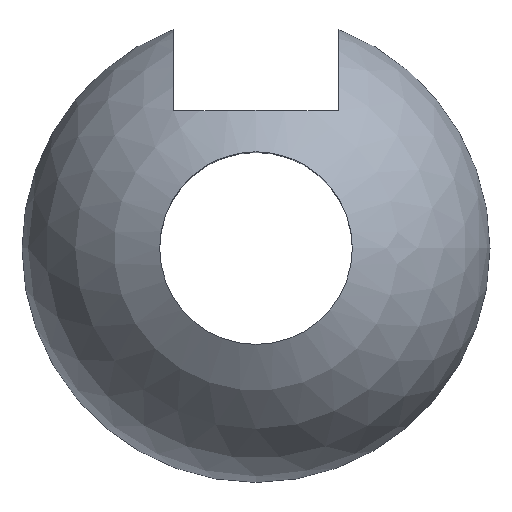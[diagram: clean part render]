
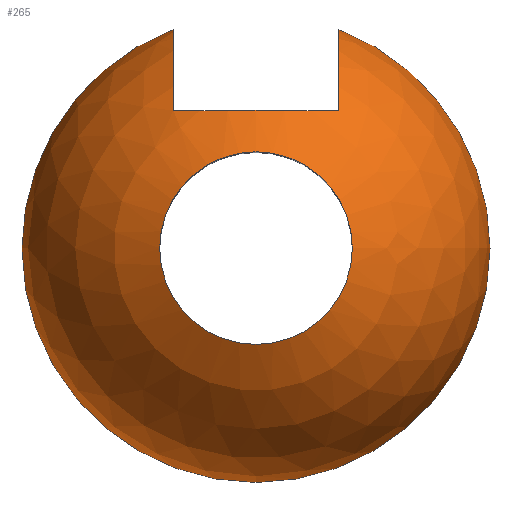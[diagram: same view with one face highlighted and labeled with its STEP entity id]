
A CAD part, top view. The second image highlights one B-rep face of the part: STEP entity #265.
In plain terms, the highlighted spherical face has radius 8.5 mm.
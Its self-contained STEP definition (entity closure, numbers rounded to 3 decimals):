
#8 = CARTESIAN_POINT ( 'NONE',  ( -3., 0., 0. ) ) ;
#12 = SPHERICAL_SURFACE ( 'NONE', #86, 8.5 ) ;
#14 = EDGE_CURVE ( 'NONE', #146, #43, #203, .T. ) ;
#21 = DIRECTION ( 'NONE',  ( 0., 1., 0. ) ) ;
#24 = EDGE_CURVE ( 'NONE', #99, #210, #227, .T. ) ;
#38 = DIRECTION ( 'NONE',  ( 1., 0., 0. ) ) ;
#42 = AXIS2_PLACEMENT_3D ( 'NONE', #121, #119, #96 ) ;
#43 = VERTEX_POINT ( 'NONE', #49 ) ;
#45 = CARTESIAN_POINT ( 'NONE',  ( 0., 0., 0. ) ) ;
#49 = CARTESIAN_POINT ( 'NONE',  ( -8.5, 0., 0. ) ) ;
#50 = CARTESIAN_POINT ( 'NONE',  ( 0., 5., 0. ) ) ;
#54 = EDGE_CURVE ( 'NONE', #101, #60, #173, .T. ) ;
#57 = DIRECTION ( 'NONE',  ( 0., 1., 0. ) ) ;
#58 = ORIENTED_EDGE ( 'NONE', *, *, #234, .T. ) ;
#60 = VERTEX_POINT ( 'NONE', #257 ) ;
#64 = ORIENTED_EDGE ( 'NONE', *, *, #116, .T. ) ;
#66 = CIRCLE ( 'NONE', #97, 6.874 ) ;
#68 = DIRECTION ( 'NONE',  ( 0., 0., 1. ) ) ;
#70 = EDGE_CURVE ( 'NONE', #210, #99, #264, .T. ) ;
#73 = FACE_OUTER_BOUND ( 'NONE', #247, .T. ) ;
#75 = AXIS2_PLACEMENT_3D ( 'NONE', #45, #124, #21 ) ;
#82 = AXIS2_PLACEMENT_3D ( 'NONE', #220, #162, #38 ) ;
#84 = VERTEX_POINT ( 'NONE', #90 ) ;
#85 = CARTESIAN_POINT ( 'NONE',  ( 3., 0., 0. ) ) ;
#86 = AXIS2_PLACEMENT_3D ( 'NONE', #112, #113, #57 ) ;
#90 = CARTESIAN_POINT ( 'NONE',  ( 3., 7.953, 0. ) ) ;
#91 = DIRECTION ( 'NONE',  ( 0., 0., -1. ) ) ;
#96 = DIRECTION ( 'NONE',  ( -1., 0., 0. ) ) ;
#97 = AXIS2_PLACEMENT_3D ( 'NONE', #50, #219, #254 ) ;
#99 = VERTEX_POINT ( 'NONE', #174 ) ;
#101 = VERTEX_POINT ( 'NONE', #172 ) ;
#105 = CARTESIAN_POINT ( 'NONE',  ( 3., 5., 6.185 ) ) ;
#106 = DIRECTION ( 'NONE',  ( 1., 0., 0. ) ) ;
#112 = CARTESIAN_POINT ( 'NONE',  ( 0., 0., 0. ) ) ;
#113 = DIRECTION ( 'NONE',  ( 0., 0., -1. ) ) ;
#116 = EDGE_CURVE ( 'NONE', #148, #101, #66, .T. ) ;
#118 = DIRECTION ( 'NONE',  ( 1., 0., 0. ) ) ;
#119 = DIRECTION ( 'NONE',  ( 0., 0., -1. ) ) ;
#121 = CARTESIAN_POINT ( 'NONE',  ( 0., 0., 7.746 ) ) ;
#123 = ORIENTED_EDGE ( 'NONE', *, *, #70, .T. ) ;
#124 = DIRECTION ( 'NONE',  ( 0., 0., -1. ) ) ;
#130 = DIRECTION ( 'NONE',  ( -1., 0., 0. ) ) ;
#131 = CIRCLE ( 'NONE', #268, 8.5 ) ;
#137 = CIRCLE ( 'NONE', #82, 8.5 ) ;
#138 = EDGE_CURVE ( 'NONE', #84, #148, #164, .T. ) ;
#142 = ORIENTED_EDGE ( 'NONE', *, *, #54, .T. ) ;
#143 = CARTESIAN_POINT ( 'NONE',  ( -3.5, 0., 7.746 ) ) ;
#145 = ORIENTED_EDGE ( 'NONE', *, *, #138, .T. ) ;
#146 = VERTEX_POINT ( 'NONE', #214 ) ;
#148 = VERTEX_POINT ( 'NONE', #105 ) ;
#155 = DIRECTION ( 'NONE',  ( -1., 0., 0. ) ) ;
#162 = DIRECTION ( 'NONE',  ( 0., 0., 1. ) ) ;
#164 = CIRCLE ( 'NONE', #256, 7.953 ) ;
#171 = ORIENTED_EDGE ( 'NONE', *, *, #14, .F. ) ;
#172 = CARTESIAN_POINT ( 'NONE',  ( -3., 5., 6.185 ) ) ;
#173 = CIRCLE ( 'NONE', #182, 7.953 ) ;
#174 = CARTESIAN_POINT ( 'NONE',  ( 3.5, 0., 7.746 ) ) ;
#182 = AXIS2_PLACEMENT_3D ( 'NONE', #8, #130, #68 ) ;
#190 = EDGE_CURVE ( 'NONE', #146, #84, #137, .T. ) ;
#191 = ORIENTED_EDGE ( 'NONE', *, *, #190, .T. ) ;
#200 = CARTESIAN_POINT ( 'NONE',  ( 0., 0., 0. ) ) ;
#203 = CIRCLE ( 'NONE', #75, 8.5 ) ;
#205 = EDGE_LOOP ( 'NONE', ( #211, #123 ) ) ;
#210 = VERTEX_POINT ( 'NONE', #143 ) ;
#211 = ORIENTED_EDGE ( 'NONE', *, *, #24, .T. ) ;
#214 = CARTESIAN_POINT ( 'NONE',  ( 8.5, 0., 0. ) ) ;
#215 = DIRECTION ( 'NONE',  ( 0., 0., -1. ) ) ;
#218 = CARTESIAN_POINT ( 'NONE',  ( 0., 0., 7.746 ) ) ;
#219 = DIRECTION ( 'NONE',  ( 0., -1., 0. ) ) ;
#220 = CARTESIAN_POINT ( 'NONE',  ( 0., 0., 0. ) ) ;
#227 = CIRCLE ( 'NONE', #42, 3.5 ) ;
#234 = EDGE_CURVE ( 'NONE', #60, #43, #131, .T. ) ;
#242 = FACE_BOUND ( 'NONE', #205, .T. ) ;
#244 = DIRECTION ( 'NONE',  ( 0., 0., 1. ) ) ;
#246 = AXIS2_PLACEMENT_3D ( 'NONE', #218, #91, #155 ) ;
#247 = EDGE_LOOP ( 'NONE', ( #171, #191, #145, #64, #142, #58 ) ) ;
#254 = DIRECTION ( 'NONE',  ( 0., 0., -1. ) ) ;
#256 = AXIS2_PLACEMENT_3D ( 'NONE', #85, #106, #215 ) ;
#257 = CARTESIAN_POINT ( 'NONE',  ( -3., 7.953, 0. ) ) ;
#264 = CIRCLE ( 'NONE', #246, 3.5 ) ;
#265 = ADVANCED_FACE ( 'NONE', ( #73, #242 ), #12, .T. ) ;
#268 = AXIS2_PLACEMENT_3D ( 'NONE', #200, #244, #118 ) ;
